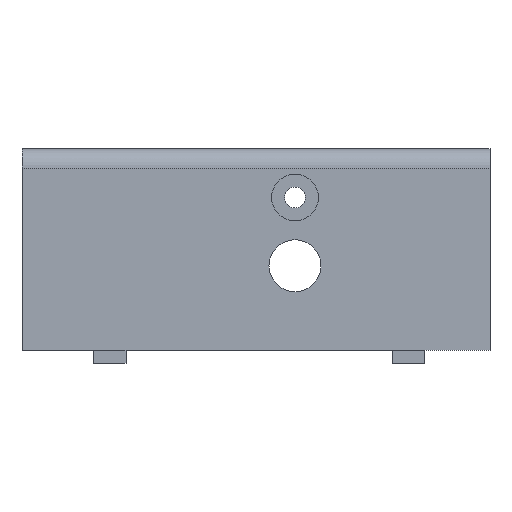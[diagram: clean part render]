
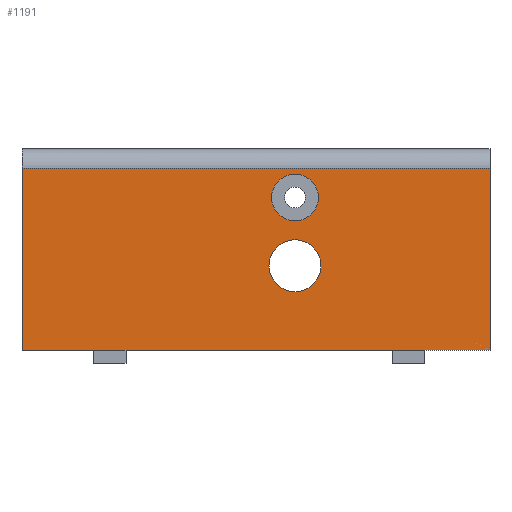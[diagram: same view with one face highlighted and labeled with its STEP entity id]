
A CAD part, front view. The second image highlights one B-rep face of the part: STEP entity #1191.
In plain terms, the highlighted planar face has unit normal (0, -1, 0).
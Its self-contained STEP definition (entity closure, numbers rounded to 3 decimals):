
#21=FACE_BOUND('',#169,.T.);
#22=FACE_BOUND('',#170,.T.);
#102=FACE_OUTER_BOUND('',#168,.T.);
#168=EDGE_LOOP('',(#1083,#1084,#1085,#1086));
#169=EDGE_LOOP('',(#1087));
#170=EDGE_LOOP('',(#1088));
#205=CIRCLE('',#1299,3.6);
#206=CIRCLE('',#1301,4.);
#264=LINE('',#1786,#396);
#269=LINE('',#1795,#401);
#327=LINE('',#1948,#459);
#338=LINE('',#1974,#470);
#396=VECTOR('',#1429,10.);
#401=VECTOR('',#1436,10.);
#459=VECTOR('',#1602,10.);
#470=VECTOR('',#1631,10.);
#526=VERTEX_POINT('',#1774);
#531=VERTEX_POINT('',#1784);
#534=VERTEX_POINT('',#1793);
#575=VERTEX_POINT('',#1946);
#580=VERTEX_POINT('',#1966);
#581=VERTEX_POINT('',#1970);
#657=EDGE_CURVE('',#531,#526,#264,.T.);
#662=EDGE_CURVE('',#534,#531,#269,.T.);
#737=EDGE_CURVE('',#575,#534,#327,.T.);
#747=EDGE_CURVE('',#580,#580,#205,.T.);
#749=EDGE_CURVE('',#581,#581,#206,.T.);
#750=EDGE_CURVE('',#526,#575,#338,.T.);
#1083=ORIENTED_EDGE('',*,*,#657,.F.);
#1084=ORIENTED_EDGE('',*,*,#662,.F.);
#1085=ORIENTED_EDGE('',*,*,#737,.F.);
#1086=ORIENTED_EDGE('',*,*,#750,.F.);
#1087=ORIENTED_EDGE('',*,*,#747,.F.);
#1088=ORIENTED_EDGE('',*,*,#749,.F.);
#1130=PLANE('',#1303);
#1191=ADVANCED_FACE('',(#102,#21,#22),#1130,.F.);
#1299=AXIS2_PLACEMENT_3D('',#1968,#1622,#1623);
#1301=AXIS2_PLACEMENT_3D('',#1972,#1627,#1628);
#1303=AXIS2_PLACEMENT_3D('',#1975,#1632,#1633);
#1429=DIRECTION('',(1.,0.,0.));
#1436=DIRECTION('',(0.,0.,1.));
#1602=DIRECTION('',(-1.,0.,0.));
#1622=DIRECTION('center_axis',(0.,-1.,0.));
#1623=DIRECTION('ref_axis',(1.,0.,0.));
#1627=DIRECTION('center_axis',(0.,-1.,0.));
#1628=DIRECTION('ref_axis',(1.,0.,0.));
#1631=DIRECTION('',(0.,0.,-1.));
#1632=DIRECTION('center_axis',(0.,1.,0.));
#1633=DIRECTION('ref_axis',(1.,0.,0.));
#1774=CARTESIAN_POINT('',(72.,0.,-3.));
#1784=CARTESIAN_POINT('',(0.,0.,-3.));
#1786=CARTESIAN_POINT('',(18.,0.,-3.));
#1793=CARTESIAN_POINT('',(0.,0.,-31.));
#1795=CARTESIAN_POINT('',(0.,0.,-31.));
#1946=CARTESIAN_POINT('',(72.,0.,-31.));
#1948=CARTESIAN_POINT('',(72.,0.,-31.));
#1966=CARTESIAN_POINT('',(38.4,0.,-7.5));
#1968=CARTESIAN_POINT('Origin',(42.,0.,-7.5));
#1970=CARTESIAN_POINT('',(38.,0.,-18.));
#1972=CARTESIAN_POINT('Origin',(42.,0.,-18.));
#1974=CARTESIAN_POINT('',(72.,0.,0.));
#1975=CARTESIAN_POINT('Origin',(36.,0.,-15.5));
